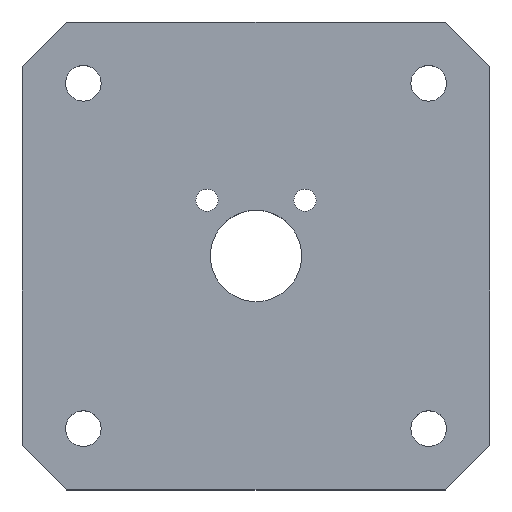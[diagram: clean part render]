
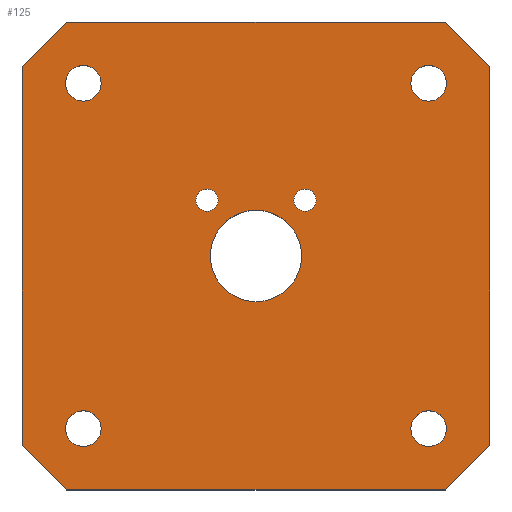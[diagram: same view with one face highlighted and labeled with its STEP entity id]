
A CAD part, top view. The second image highlights one B-rep face of the part: STEP entity #125.
In plain terms, the highlighted planar face has unit normal (0, 0, 1).
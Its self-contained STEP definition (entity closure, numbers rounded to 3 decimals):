
#125=ADVANCED_FACE('',(#213,#214,#215,#216,#217,#218,#219,#220),#151,.F.);
#151=PLANE('',#561);
#159=LINE('',#753,#185);
#163=LINE('',#762,#189);
#169=LINE('',#776,#195);
#173=LINE('',#785,#199);
#175=LINE('',#803,#201);
#176=LINE('',#804,#202);
#177=LINE('',#805,#203);
#178=LINE('',#806,#204);
#185=VECTOR('',#598,1.);
#189=VECTOR('',#604,1.);
#195=VECTOR('',#612,1.);
#199=VECTOR('',#618,1.);
#201=VECTOR('',#636,1.);
#202=VECTOR('',#637,1.);
#203=VECTOR('',#638,1.);
#204=VECTOR('',#639,1.);
#213=FACE_BOUND('',#260,.T.);
#214=FACE_BOUND('',#261,.T.);
#215=FACE_BOUND('',#262,.T.);
#216=FACE_BOUND('',#263,.T.);
#217=FACE_BOUND('',#264,.T.);
#218=FACE_BOUND('',#265,.T.);
#219=FACE_BOUND('',#266,.T.);
#220=FACE_BOUND('',#267,.T.);
#260=EDGE_LOOP('',(#349));
#261=EDGE_LOOP('',(#350));
#262=EDGE_LOOP('',(#351));
#263=EDGE_LOOP('',(#352));
#264=EDGE_LOOP('',(#353));
#265=EDGE_LOOP('',(#354));
#266=EDGE_LOOP('',(#355));
#267=EDGE_LOOP('',(#356,#357,#358,#359,#360,#361,#362,#363));
#311=CIRCLE('',#554,1.6);
#312=CIRCLE('',#555,1.6);
#313=CIRCLE('',#556,1.6);
#314=CIRCLE('',#557,1.6);
#315=CIRCLE('',#558,1.);
#316=CIRCLE('',#559,1.);
#317=CIRCLE('',#560,4.1);
#349=ORIENTED_EDGE('',*,*,#503,.T.);
#350=ORIENTED_EDGE('',*,*,#504,.T.);
#351=ORIENTED_EDGE('',*,*,#505,.T.);
#352=ORIENTED_EDGE('',*,*,#506,.T.);
#353=ORIENTED_EDGE('',*,*,#507,.T.);
#354=ORIENTED_EDGE('',*,*,#508,.T.);
#355=ORIENTED_EDGE('',*,*,#509,.T.);
#356=ORIENTED_EDGE('',*,*,#497,.F.);
#357=ORIENTED_EDGE('',*,*,#510,.T.);
#358=ORIENTED_EDGE('',*,*,#491,.F.);
#359=ORIENTED_EDGE('',*,*,#511,.T.);
#360=ORIENTED_EDGE('',*,*,#487,.F.);
#361=ORIENTED_EDGE('',*,*,#512,.T.);
#362=ORIENTED_EDGE('',*,*,#501,.F.);
#363=ORIENTED_EDGE('',*,*,#513,.T.);
#443=VERTEX_POINT('',#754);
#444=VERTEX_POINT('',#755);
#447=VERTEX_POINT('',#763);
#448=VERTEX_POINT('',#764);
#453=VERTEX_POINT('',#775);
#454=VERTEX_POINT('',#777);
#457=VERTEX_POINT('',#784);
#458=VERTEX_POINT('',#786);
#459=VERTEX_POINT('',#790);
#460=VERTEX_POINT('',#792);
#461=VERTEX_POINT('',#794);
#462=VERTEX_POINT('',#796);
#463=VERTEX_POINT('',#798);
#464=VERTEX_POINT('',#800);
#465=VERTEX_POINT('',#802);
#487=EDGE_CURVE('',#443,#444,#159,.T.);
#491=EDGE_CURVE('',#447,#448,#163,.T.);
#497=EDGE_CURVE('',#453,#454,#169,.T.);
#501=EDGE_CURVE('',#457,#458,#173,.T.);
#503=EDGE_CURVE('',#459,#459,#311,.T.);
#504=EDGE_CURVE('',#460,#460,#312,.T.);
#505=EDGE_CURVE('',#461,#461,#313,.T.);
#506=EDGE_CURVE('',#462,#462,#314,.T.);
#507=EDGE_CURVE('',#463,#463,#315,.T.);
#508=EDGE_CURVE('',#464,#464,#316,.T.);
#509=EDGE_CURVE('',#465,#465,#317,.T.);
#510=EDGE_CURVE('',#453,#448,#175,.T.);
#511=EDGE_CURVE('',#447,#444,#176,.T.);
#512=EDGE_CURVE('',#443,#458,#177,.T.);
#513=EDGE_CURVE('',#457,#454,#178,.T.);
#554=AXIS2_PLACEMENT_3D('',#789,#622,#623);
#555=AXIS2_PLACEMENT_3D('',#791,#624,#625);
#556=AXIS2_PLACEMENT_3D('',#793,#626,#627);
#557=AXIS2_PLACEMENT_3D('',#795,#628,#629);
#558=AXIS2_PLACEMENT_3D('',#797,#630,#631);
#559=AXIS2_PLACEMENT_3D('',#799,#632,#633);
#560=AXIS2_PLACEMENT_3D('',#801,#634,#635);
#561=AXIS2_PLACEMENT_3D('',#807,#640,#641);
#598=DIRECTION('',(-1.,0.,0.));
#604=DIRECTION('',(0.,1.,0.));
#612=DIRECTION('',(1.,0.,0.));
#618=DIRECTION('',(0.,-1.,0.));
#622=DIRECTION('',(0.,0.,-1.));
#623=DIRECTION('',(-1.,0.,0.));
#624=DIRECTION('',(0.,0.,-1.));
#625=DIRECTION('',(-1.,0.,0.));
#626=DIRECTION('',(0.,0.,-1.));
#627=DIRECTION('',(-1.,0.,0.));
#628=DIRECTION('',(0.,0.,-1.));
#629=DIRECTION('',(-1.,0.,0.));
#630=DIRECTION('',(0.,0.,-1.));
#631=DIRECTION('',(-1.,0.,0.));
#632=DIRECTION('',(0.,0.,-1.));
#633=DIRECTION('',(-1.,0.,0.));
#634=DIRECTION('',(0.,0.,-1.));
#635=DIRECTION('',(-1.,0.,0.));
#636=DIRECTION('',(-0.707,-0.707,0.));
#637=DIRECTION('',(0.707,-0.707,0.));
#638=DIRECTION('',(0.707,0.707,0.));
#639=DIRECTION('',(-0.707,0.707,0.));
#640=DIRECTION('',(0.,0.,-1.));
#641=DIRECTION('',(-1.,0.,0.));
#753=CARTESIAN_POINT('',(21.,-21.,7.));
#754=CARTESIAN_POINT('',(17.,-21.,7.));
#755=CARTESIAN_POINT('',(-17.,-21.,7.));
#762=CARTESIAN_POINT('',(-21.,-21.,7.));
#763=CARTESIAN_POINT('',(-21.,-17.,7.));
#764=CARTESIAN_POINT('',(-21.,17.,7.));
#775=CARTESIAN_POINT('',(-17.,21.,7.));
#776=CARTESIAN_POINT('',(-21.,21.,7.));
#777=CARTESIAN_POINT('',(17.,21.,7.));
#784=CARTESIAN_POINT('',(21.,17.,7.));
#785=CARTESIAN_POINT('',(21.,21.,7.));
#786=CARTESIAN_POINT('',(21.,-17.,7.));
#789=CARTESIAN_POINT('',(15.5,-15.5,7.));
#790=CARTESIAN_POINT('',(13.9,-15.5,7.));
#791=CARTESIAN_POINT('',(-15.5,-15.5,7.));
#792=CARTESIAN_POINT('',(-17.1,-15.5,7.));
#793=CARTESIAN_POINT('',(-15.5,15.5,7.));
#794=CARTESIAN_POINT('',(-17.1,15.5,7.));
#795=CARTESIAN_POINT('',(15.5,15.5,7.));
#796=CARTESIAN_POINT('',(13.9,15.5,7.));
#797=CARTESIAN_POINT('',(4.4,5.,7.));
#798=CARTESIAN_POINT('',(3.4,5.,7.));
#799=CARTESIAN_POINT('',(-4.4,5.,7.));
#800=CARTESIAN_POINT('',(-5.4,5.,7.));
#801=CARTESIAN_POINT('',(0.,0.,7.));
#802=CARTESIAN_POINT('',(-4.1,0.,7.));
#803=CARTESIAN_POINT('',(-21.,17.,7.));
#804=CARTESIAN_POINT('',(-17.,-21.,7.));
#805=CARTESIAN_POINT('',(21.,-17.,7.));
#806=CARTESIAN_POINT('',(17.,21.,7.));
#807=CARTESIAN_POINT('',(0.,0.,7.));
